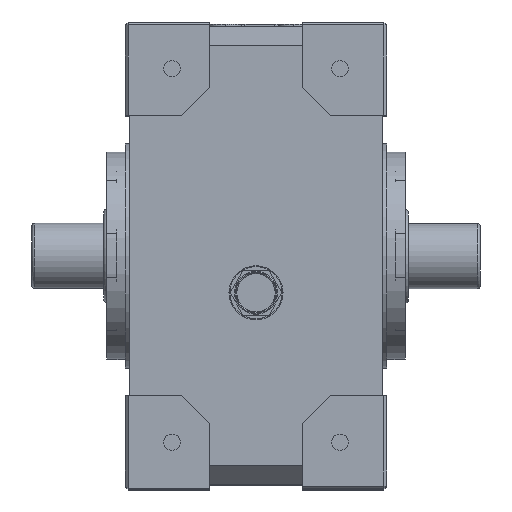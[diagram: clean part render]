
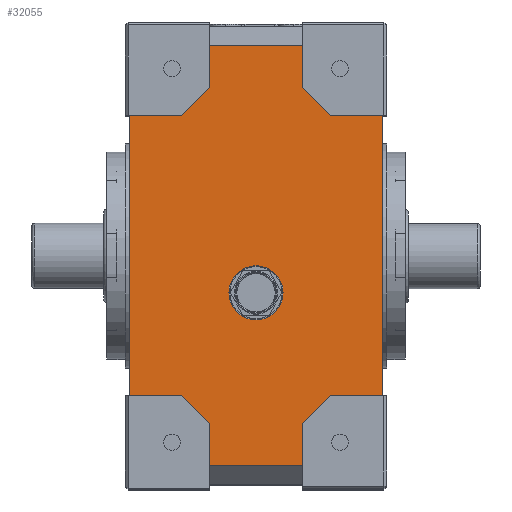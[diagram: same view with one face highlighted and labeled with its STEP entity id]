
A CAD part, top view. The second image highlights one B-rep face of the part: STEP entity #32055.
In plain terms, the highlighted planar face has unit normal (0, 0, 1).
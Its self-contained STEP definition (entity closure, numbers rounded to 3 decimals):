
#647 = VERTEX_POINT ( 'NONE', #29786 ) ;
#701 = ORIENTED_EDGE ( 'NONE', *, *, #31390, .T. ) ;
#722 = EDGE_CURVE ( 'NONE', #31326, #17244, #30062, .T. ) ;
#1121 = CARTESIAN_POINT ( 'NONE',  ( 135., -150., 260. ) ) ;
#1618 = VECTOR ( 'NONE', #28445, 1000. ) ;
#1781 = ORIENTED_EDGE ( 'NONE', *, *, #24743, .F. ) ;
#2137 = DIRECTION ( 'NONE',  ( 0.707, -0.707, 0. ) ) ;
#2203 = VECTOR ( 'NONE', #12373, 1000. ) ;
#2646 = CARTESIAN_POINT ( 'NONE',  ( -140., 150., 260. ) ) ;
#3115 = VERTEX_POINT ( 'NONE', #17757 ) ;
#3302 = EDGE_CURVE ( 'NONE', #3436, #16678, #6856, .T. ) ;
#3328 = AXIS2_PLACEMENT_3D ( 'NONE', #31177, #20819, #13141 ) ;
#3436 = VERTEX_POINT ( 'NONE', #23746 ) ;
#3510 = AXIS2_PLACEMENT_3D ( 'NONE', #20471, #30855, #17865 ) ;
#3912 = EDGE_CURVE ( 'NONE', #26082, #647, #23147, .T. ) ;
#4475 = DIRECTION ( 'NONE',  ( 0., 1., 0. ) ) ;
#4617 = ORIENTED_EDGE ( 'NONE', *, *, #3302, .F. ) ;
#4878 = CARTESIAN_POINT ( 'NONE',  ( -50., 225., 260. ) ) ;
#4958 = LINE ( 'NONE', #18178, #22318 ) ;
#5760 = VERTEX_POINT ( 'NONE', #11929 ) ;
#5967 = ORIENTED_EDGE ( 'NONE', *, *, #19921, .T. ) ;
#6075 = EDGE_CURVE ( 'NONE', #3115, #26861, #15775, .T. ) ;
#6442 = DIRECTION ( 'NONE',  ( -0.707, 0.707, 0. ) ) ;
#6573 = VECTOR ( 'NONE', #17952, 1000. ) ;
#6856 = LINE ( 'NONE', #2646, #11704 ) ;
#7169 = EDGE_CURVE ( 'NONE', #27976, #20539, #33264, .T. ) ;
#7464 = CARTESIAN_POINT ( 'NONE',  ( -50., -250., 260. ) ) ;
#7634 = VERTEX_POINT ( 'NONE', #7897 ) ;
#7747 = CARTESIAN_POINT ( 'NONE',  ( -50., -180., 260. ) ) ;
#7897 = CARTESIAN_POINT ( 'NONE',  ( -50., -225., 260. ) ) ;
#8134 = CARTESIAN_POINT ( 'NONE',  ( 80., 150., 260. ) ) ;
#8169 = CARTESIAN_POINT ( 'NONE',  ( -30., 260., 260. ) ) ;
#8193 = DIRECTION ( 'NONE',  ( 1., 0., 0. ) ) ;
#8336 = LINE ( 'NONE', #32861, #28576 ) ;
#8375 = CARTESIAN_POINT ( 'NONE',  ( -135., -150., 260. ) ) ;
#8466 = LINE ( 'NONE', #12054, #1618 ) ;
#8595 = ORIENTED_EDGE ( 'NONE', *, *, #27009, .T. ) ;
#9211 = LINE ( 'NONE', #8169, #25835 ) ;
#9456 = CARTESIAN_POINT ( 'NONE',  ( 135., 150., 260. ) ) ;
#9532 = VERTEX_POINT ( 'NONE', #25523 ) ;
#9598 = CARTESIAN_POINT ( 'NONE',  ( 120., -110., 260. ) ) ;
#9695 = LINE ( 'NONE', #15151, #33107 ) ;
#10173 = CARTESIAN_POINT ( 'NONE',  ( -140., -150., 260. ) ) ;
#10423 = ORIENTED_EDGE ( 'NONE', *, *, #18597, .T. ) ;
#11002 = ORIENTED_EDGE ( 'NONE', *, *, #7169, .F. ) ;
#11028 = EDGE_CURVE ( 'NONE', #20539, #27976, #30727, .T. ) ;
#11100 = EDGE_LOOP ( 'NONE', ( #19073, #29783, #26705, #29394, #8595, #5967, #1781, #17344, #15685, #701, #23290, #31324, #4617, #23743, #10423, #19356 ) ) ;
#11704 = VECTOR ( 'NONE', #15833, 1000. ) ;
#11814 = VECTOR ( 'NONE', #33323, 1000. ) ;
#11864 = EDGE_CURVE ( 'NONE', #5760, #16678, #8466, .T. ) ;
#11929 = CARTESIAN_POINT ( 'NONE',  ( -50., 180., 260. ) ) ;
#12054 = CARTESIAN_POINT ( 'NONE',  ( -110., 120., 260. ) ) ;
#12188 = DIRECTION ( 'NONE',  ( 0.707, 0.707, 0. ) ) ;
#12347 = EDGE_LOOP ( 'NONE', ( #22250, #11002 ) ) ;
#12373 = DIRECTION ( 'NONE',  ( -1., 0., 0. ) ) ;
#12606 = EDGE_CURVE ( 'NONE', #28809, #26082, #9211, .T. ) ;
#12756 = VECTOR ( 'NONE', #27528, 1000. ) ;
#13141 = DIRECTION ( 'NONE',  ( 1., 0., 0. ) ) ;
#13507 = LINE ( 'NONE', #33271, #2203 ) ;
#14427 = LINE ( 'NONE', #24000, #32211 ) ;
#14450 = VERTEX_POINT ( 'NONE', #4878 ) ;
#14621 = VERTEX_POINT ( 'NONE', #8375 ) ;
#14828 = DIRECTION ( 'NONE',  ( 1., 0., 0. ) ) ;
#15151 = CARTESIAN_POINT ( 'NONE',  ( -140., -225., 260. ) ) ;
#15685 = ORIENTED_EDGE ( 'NONE', *, *, #3912, .T. ) ;
#15775 = LINE ( 'NONE', #9598, #25060 ) ;
#15833 = DIRECTION ( 'NONE',  ( 1., 0., 0. ) ) ;
#16678 = VERTEX_POINT ( 'NONE', #19963 ) ;
#17022 = VECTOR ( 'NONE', #29868, 1000. ) ;
#17244 = VERTEX_POINT ( 'NONE', #7747 ) ;
#17344 = ORIENTED_EDGE ( 'NONE', *, *, #12606, .T. ) ;
#17479 = CARTESIAN_POINT ( 'NONE',  ( 50., -250., 260. ) ) ;
#17757 = CARTESIAN_POINT ( 'NONE',  ( 50., -180., 260. ) ) ;
#17865 = DIRECTION ( 'NONE',  ( -1., 0., 0. ) ) ;
#17952 = DIRECTION ( 'NONE',  ( 1., 0., 0. ) ) ;
#17985 = PLANE ( 'NONE',  #3510 ) ;
#18054 = VERTEX_POINT ( 'NONE', #1121 ) ;
#18178 = CARTESIAN_POINT ( 'NONE',  ( -135., 150., 260. ) ) ;
#18597 = EDGE_CURVE ( 'NONE', #14621, #31326, #14427, .T. ) ;
#18650 = LINE ( 'NONE', #24661, #17022 ) ;
#19073 = ORIENTED_EDGE ( 'NONE', *, *, #21744, .F. ) ;
#19356 = ORIENTED_EDGE ( 'NONE', *, *, #722, .T. ) ;
#19921 = EDGE_CURVE ( 'NONE', #18054, #26018, #31346, .T. ) ;
#19963 = CARTESIAN_POINT ( 'NONE',  ( -80., 150., 260. ) ) ;
#20471 = CARTESIAN_POINT ( 'NONE',  ( -140., 150., 260. ) ) ;
#20539 = VERTEX_POINT ( 'NONE', #20766 ) ;
#20766 = CARTESIAN_POINT ( 'NONE',  ( 29., -40., 260. ) ) ;
#20819 = DIRECTION ( 'NONE',  ( 0., 0., 1. ) ) ;
#21570 = VECTOR ( 'NONE', #2137, 1000. ) ;
#21744 = EDGE_CURVE ( 'NONE', #7634, #17244, #30398, .T. ) ;
#22250 = ORIENTED_EDGE ( 'NONE', *, *, #11028, .F. ) ;
#22318 = VECTOR ( 'NONE', #33434, 1000. ) ;
#22487 = EDGE_CURVE ( 'NONE', #5760, #14450, #18650, .T. ) ;
#23147 = LINE ( 'NONE', #28467, #24007 ) ;
#23290 = ORIENTED_EDGE ( 'NONE', *, *, #22487, .F. ) ;
#23743 = ORIENTED_EDGE ( 'NONE', *, *, #26964, .T. ) ;
#23746 = CARTESIAN_POINT ( 'NONE',  ( -135., 150., 260. ) ) ;
#24000 = CARTESIAN_POINT ( 'NONE',  ( -140., -150., 260. ) ) ;
#24007 = VECTOR ( 'NONE', #25976, 1000. ) ;
#24317 = CARTESIAN_POINT ( 'NONE',  ( 135., 150., 260. ) ) ;
#24661 = CARTESIAN_POINT ( 'NONE',  ( -50., -250., 260. ) ) ;
#24743 = EDGE_CURVE ( 'NONE', #28809, #26018, #8336, .T. ) ;
#24961 = DIRECTION ( 'NONE',  ( 1., 0., 0. ) ) ;
#25006 = DIRECTION ( 'NONE',  ( 0., 0., 1. ) ) ;
#25060 = VECTOR ( 'NONE', #12188, 1000. ) ;
#25435 = DIRECTION ( 'NONE',  ( 1., 0., 0. ) ) ;
#25523 = CARTESIAN_POINT ( 'NONE',  ( 50., -225., 260. ) ) ;
#25584 = LINE ( 'NONE', #10173, #6573 ) ;
#25835 = VECTOR ( 'NONE', #6442, 1000. ) ;
#25976 = DIRECTION ( 'NONE',  ( 0., 1., 0. ) ) ;
#26018 = VERTEX_POINT ( 'NONE', #24317 ) ;
#26082 = VERTEX_POINT ( 'NONE', #26939 ) ;
#26705 = ORIENTED_EDGE ( 'NONE', *, *, #32499, .T. ) ;
#26755 = VECTOR ( 'NONE', #4475, 1000. ) ;
#26861 = VERTEX_POINT ( 'NONE', #30249 ) ;
#26939 = CARTESIAN_POINT ( 'NONE',  ( 50., 180., 260. ) ) ;
#26964 = EDGE_CURVE ( 'NONE', #3436, #14621, #4958, .T. ) ;
#27009 = EDGE_CURVE ( 'NONE', #26861, #18054, #25584, .T. ) ;
#27528 = DIRECTION ( 'NONE',  ( 0., 1., 0. ) ) ;
#27976 = VERTEX_POINT ( 'NONE', #29314 ) ;
#28445 = DIRECTION ( 'NONE',  ( -0.707, -0.707, 0. ) ) ;
#28467 = CARTESIAN_POINT ( 'NONE',  ( 50., -250., 260. ) ) ;
#28576 = VECTOR ( 'NONE', #24961, 1000. ) ;
#28809 = VERTEX_POINT ( 'NONE', #8134 ) ;
#28811 = LINE ( 'NONE', #17479, #26755 ) ;
#29314 = CARTESIAN_POINT ( 'NONE',  ( -29., -40., 260. ) ) ;
#29394 = ORIENTED_EDGE ( 'NONE', *, *, #6075, .T. ) ;
#29783 = ORIENTED_EDGE ( 'NONE', *, *, #30457, .T. ) ;
#29786 = CARTESIAN_POINT ( 'NONE',  ( 50., 225., 260. ) ) ;
#29868 = DIRECTION ( 'NONE',  ( 0., 1., 0. ) ) ;
#29883 = CARTESIAN_POINT ( 'NONE',  ( -80., -150., 260. ) ) ;
#30010 = FACE_OUTER_BOUND ( 'NONE', #11100, .T. ) ;
#30062 = LINE ( 'NONE', #32840, #21570 ) ;
#30249 = CARTESIAN_POINT ( 'NONE',  ( 80., -150., 260. ) ) ;
#30292 = CARTESIAN_POINT ( 'NONE',  ( 0., -40., 260. ) ) ;
#30396 = FACE_BOUND ( 'NONE', #12347, .T. ) ;
#30398 = LINE ( 'NONE', #7464, #11814 ) ;
#30457 = EDGE_CURVE ( 'NONE', #7634, #9532, #9695, .T. ) ;
#30727 = CIRCLE ( 'NONE', #33051, 29. ) ;
#30855 = DIRECTION ( 'NONE',  ( 0., 0., -1. ) ) ;
#31177 = CARTESIAN_POINT ( 'NONE',  ( 0., -40., 260. ) ) ;
#31324 = ORIENTED_EDGE ( 'NONE', *, *, #11864, .T. ) ;
#31326 = VERTEX_POINT ( 'NONE', #29883 ) ;
#31346 = LINE ( 'NONE', #9456, #12756 ) ;
#31390 = EDGE_CURVE ( 'NONE', #647, #14450, #13507, .T. ) ;
#32055 = ADVANCED_FACE ( 'NONE', ( #30396, #30010 ), #17985, .F. ) ;
#32211 = VECTOR ( 'NONE', #8193, 1000. ) ;
#32499 = EDGE_CURVE ( 'NONE', #9532, #3115, #28811, .T. ) ;
#32840 = CARTESIAN_POINT ( 'NONE',  ( -260., 30., 260. ) ) ;
#32861 = CARTESIAN_POINT ( 'NONE',  ( -140., 150., 260. ) ) ;
#33051 = AXIS2_PLACEMENT_3D ( 'NONE', #30292, #25006, #14828 ) ;
#33107 = VECTOR ( 'NONE', #25435, 1000. ) ;
#33264 = CIRCLE ( 'NONE', #3328, 29. ) ;
#33271 = CARTESIAN_POINT ( 'NONE',  ( -140., 225., 260. ) ) ;
#33323 = DIRECTION ( 'NONE',  ( 0., 1., 0. ) ) ;
#33434 = DIRECTION ( 'NONE',  ( 0., -1., 0. ) ) ;
